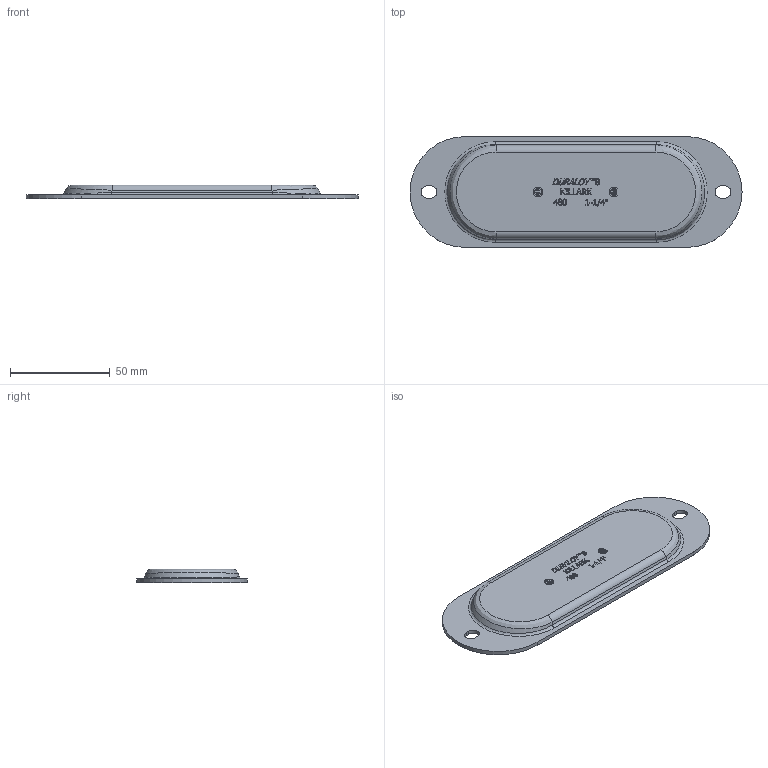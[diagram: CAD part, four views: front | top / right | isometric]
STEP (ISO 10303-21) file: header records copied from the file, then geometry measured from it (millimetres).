
FILE_DESCRIPTION(/* description */ ('480S FORM 8 STAMPED STEEL COVER 1-1/4"'),/* implementation_level */ '2;1');
FILE_NAME(/* name */ 'KIL_480S.stp',/* time_stamp */ '2019-11-12T21:22:35+06:00',/* author */ ('kr'),/* organization */ (''),/* preprocessor_version */ 'ST-DEVELOPER v16.13',/* originating_system */ 'Autodesk Inventor 2018',/* authorisation */ '');
FILE_SCHEMA (('AUTOMOTIVE_DESIGN { 1 0 10303 214 3 1 1 }'));
Length unit declared in the file: inch
Products named in the file (1): 21771
Bounding box: 166.62 x 55.63 x 7 mm (x, y, z)
Volume: 18619.9 mm3; surface area: 19519.7 mm2
Topology: 1 solids, 1 shells, 471 faces, 1235 edges, 818 vertices
Faces by surface type: plane 320, bspline 119, cylinder 32
Full cylindrical faces by diameter (mm): 0.443 x1, 0.529 x1, 3.881 x1, 4.762 x1
Entity records: 16017 total; most frequent: CARTESIAN_POINT 4625, ORIENTED_EDGE 2462, DIRECTION 1771, EDGE_CURVE 1231, LINE 937, VECTOR 937, VERTEX_POINT 818, EDGE_LOOP 531
